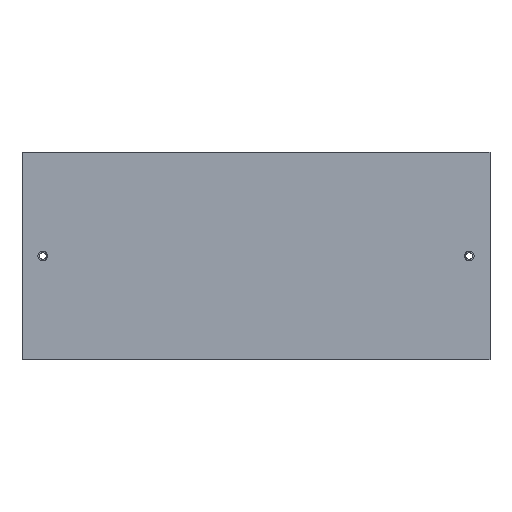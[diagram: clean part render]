
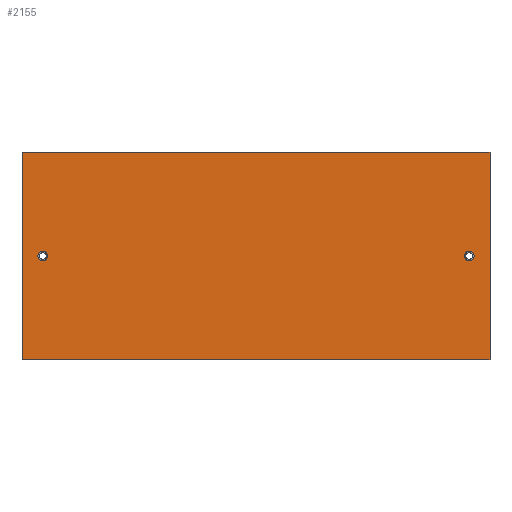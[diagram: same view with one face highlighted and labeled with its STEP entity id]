
A CAD part, front view. The second image highlights one B-rep face of the part: STEP entity #2155.
In plain terms, the highlighted planar face has unit normal (0, -1, 0).
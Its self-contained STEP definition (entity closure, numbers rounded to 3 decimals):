
#154 = CARTESIAN_POINT ( 'NONE',  ( -169., 0., 1. ) ) ;
#166 = CARTESIAN_POINT ( 'NONE',  ( 169., 0., 1. ) ) ;
#234 = EDGE_CURVE ( 'NONE', #1342, #1329, #1055, .T. ) ;
#244 = EDGE_CURVE ( 'NONE', #2065, #2065, #1075, .T. ) ;
#246 = EDGE_CURVE ( 'NONE', #2066, #2066, #1079, .T. ) ;
#258 = EDGE_CURVE ( 'NONE', #1800, #1329, #1100, .T. ) ;
#276 = EDGE_CURVE ( 'NONE', #1811, #1342, #1135, .T. ) ;
#283 = ORIENTED_EDGE ( 'NONE', *, *, #244, .F. ) ;
#285 = ORIENTED_EDGE ( 'NONE', *, *, #276, .T. ) ;
#296 = ORIENTED_EDGE ( 'NONE', *, *, #258, .F. ) ;
#299 = ORIENTED_EDGE ( 'NONE', *, *, #1018, .F. ) ;
#300 = ORIENTED_EDGE ( 'NONE', *, *, #234, .T. ) ;
#414 = EDGE_LOOP ( 'NONE', ( #1286 ) ) ;
#421 = EDGE_LOOP ( 'NONE', ( #283 ) ) ;
#629 = DIRECTION ( 'NONE',  ( 0., 1., 0. ) ) ;
#636 = CARTESIAN_POINT ( 'NONE',  ( 0., 0., 1. ) ) ;
#638 = PLANE ( 'NONE',  #1618 ) ;
#640 = DIRECTION ( 'NONE',  ( -1., 0., 0. ) ) ;
#740 = CARTESIAN_POINT ( 'NONE',  ( 154., 0., -77.5 ) ) ;
#741 = CARTESIAN_POINT ( 'NONE',  ( -154., 0., -77.5 ) ) ;
#1018 = EDGE_CURVE ( 'NONE', #1811, #1800, #1922, .T. ) ;
#1055 = LINE ( 'NONE', #2379, #1060 ) ;
#1060 = VECTOR ( 'NONE', #2373, 1000. ) ;
#1075 = CIRCLE ( 'NONE', #1727, 3.5 ) ;
#1079 = CIRCLE ( 'NONE', #1726, 3.5 ) ;
#1100 = LINE ( 'NONE', #2306, #1105 ) ;
#1105 = VECTOR ( 'NONE', #2295, 1000. ) ;
#1135 = LINE ( 'NONE', #1996, #1140 ) ;
#1140 = VECTOR ( 'NONE', #1988, 1000. ) ;
#1286 = ORIENTED_EDGE ( 'NONE', *, *, #246, .T. ) ;
#1299 = EDGE_LOOP ( 'NONE', ( #300, #296, #299, #285 ) ) ;
#1329 = VERTEX_POINT ( 'NONE', #2183 ) ;
#1342 = VERTEX_POINT ( 'NONE', #2207 ) ;
#1431 = DIRECTION ( 'NONE',  ( 1., 0., 0. ) ) ;
#1435 = CARTESIAN_POINT ( 'NONE',  ( 0., 0., 1. ) ) ;
#1618 = AXIS2_PLACEMENT_3D ( 'NONE', #636, #629, #640 ) ;
#1726 = AXIS2_PLACEMENT_3D ( 'NONE', #2335, #2334, #2333 ) ;
#1727 = AXIS2_PLACEMENT_3D ( 'NONE', #2342, #2341, #2340 ) ;
#1800 = VERTEX_POINT ( 'NONE', #166 ) ;
#1811 = VERTEX_POINT ( 'NONE', #154 ) ;
#1922 = LINE ( 'NONE', #1435, #1925 ) ;
#1925 = VECTOR ( 'NONE', #1431, 1000. ) ;
#1988 = DIRECTION ( 'NONE',  ( 0., 0., -1. ) ) ;
#1996 = CARTESIAN_POINT ( 'NONE',  ( -169., 0., 1. ) ) ;
#2065 = VERTEX_POINT ( 'NONE', #740 ) ;
#2066 = VERTEX_POINT ( 'NONE', #741 ) ;
#2155 = ADVANCED_FACE ( 'NONE', ( #2546, #2549, #2537 ), #638, .F. ) ;
#2183 = CARTESIAN_POINT ( 'NONE',  ( 169., 0., -149. ) ) ;
#2207 = CARTESIAN_POINT ( 'NONE',  ( -169., 0., -149. ) ) ;
#2295 = DIRECTION ( 'NONE',  ( 0., 0., -1. ) ) ;
#2306 = CARTESIAN_POINT ( 'NONE',  ( 169., 0., 1. ) ) ;
#2333 = DIRECTION ( 'NONE',  ( 0., 0., -1. ) ) ;
#2334 = DIRECTION ( 'NONE',  ( 0., 1., 0. ) ) ;
#2335 = CARTESIAN_POINT ( 'NONE',  ( -154., 0., -74. ) ) ;
#2340 = DIRECTION ( 'NONE',  ( 0., 0., -1. ) ) ;
#2341 = DIRECTION ( 'NONE',  ( 0., -1., 0. ) ) ;
#2342 = CARTESIAN_POINT ( 'NONE',  ( 154., 0., -74. ) ) ;
#2373 = DIRECTION ( 'NONE',  ( 1., 0., 0. ) ) ;
#2379 = CARTESIAN_POINT ( 'NONE',  ( 0., 0., -149. ) ) ;
#2537 = FACE_BOUND ( 'NONE', #414, .T. ) ;
#2546 = FACE_OUTER_BOUND ( 'NONE', #1299, .T. ) ;
#2549 = FACE_BOUND ( 'NONE', #421, .T. ) ;
